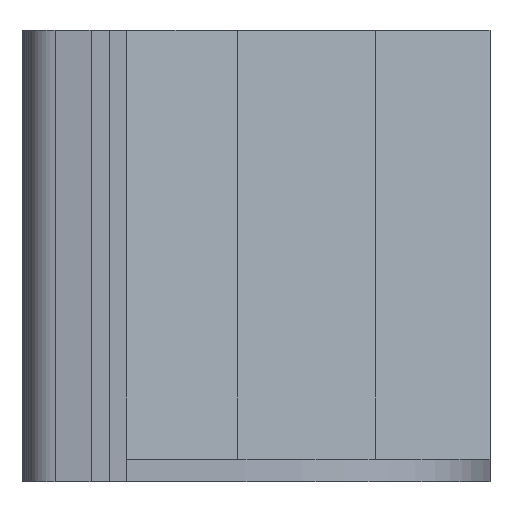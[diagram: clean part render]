
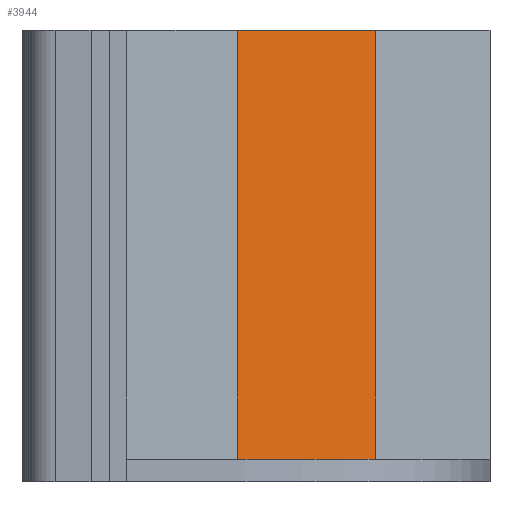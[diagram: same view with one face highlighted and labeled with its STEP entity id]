
A CAD part, front view. The second image highlights one B-rep face of the part: STEP entity #3944.
In plain terms, the highlighted planar face has unit normal (0.574, -0.819, 0).
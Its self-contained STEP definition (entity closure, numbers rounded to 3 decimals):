
#182=PLANE('',#4170);
#380=FACE_OUTER_BOUND('',#592,.T.);
#592=EDGE_LOOP('',(#3367,#3368,#3369,#3370));
#934=LINE('',#6669,#1395);
#966=LINE('',#6794,#1427);
#968=LINE('',#6798,#1429);
#969=LINE('',#6799,#1430);
#1395=VECTOR('',#4711,10.);
#1427=VECTOR('',#4767,10.);
#1429=VECTOR('',#4771,10.);
#1430=VECTOR('',#4772,10.);
#1919=VERTEX_POINT('',#6666);
#1920=VERTEX_POINT('',#6668);
#1941=VERTEX_POINT('',#6793);
#1942=VERTEX_POINT('',#6797);
#2415=EDGE_CURVE('',#1919,#1920,#934,.T.);
#2449=EDGE_CURVE('',#1919,#1941,#966,.T.);
#2451=EDGE_CURVE('',#1942,#1941,#968,.T.);
#2452=EDGE_CURVE('',#1920,#1942,#969,.T.);
#3367=ORIENTED_EDGE('',*,*,#2449,.T.);
#3368=ORIENTED_EDGE('',*,*,#2451,.F.);
#3369=ORIENTED_EDGE('',*,*,#2452,.F.);
#3370=ORIENTED_EDGE('',*,*,#2415,.F.);
#3944=ADVANCED_FACE('',(#380),#182,.T.);
#4170=AXIS2_PLACEMENT_3D('',#6796,#4769,#4770);
#4711=DIRECTION('',(-0.819,-0.574,0.));
#4767=DIRECTION('',(0.,0.,1.));
#4769=DIRECTION('center_axis',(0.574,-0.819,0.));
#4770=DIRECTION('ref_axis',(0.819,0.574,0.));
#4771=DIRECTION('',(0.819,0.574,0.));
#4772=DIRECTION('',(0.,0.,1.));
#6666=CARTESIAN_POINT('',(29.434,40.056,0.));
#6668=CARTESIAN_POINT('',(19.194,32.887,0.));
#6669=CARTESIAN_POINT('',(21.466,34.477,0.));
#6793=CARTESIAN_POINT('',(29.434,40.056,20.));
#6794=CARTESIAN_POINT('',(29.434,40.056,0.));
#6796=CARTESIAN_POINT('Origin',(19.194,32.887,0.));
#6797=CARTESIAN_POINT('',(19.194,32.887,20.));
#6798=CARTESIAN_POINT('',(29.434,40.056,20.));
#6799=CARTESIAN_POINT('',(19.194,32.887,0.));
